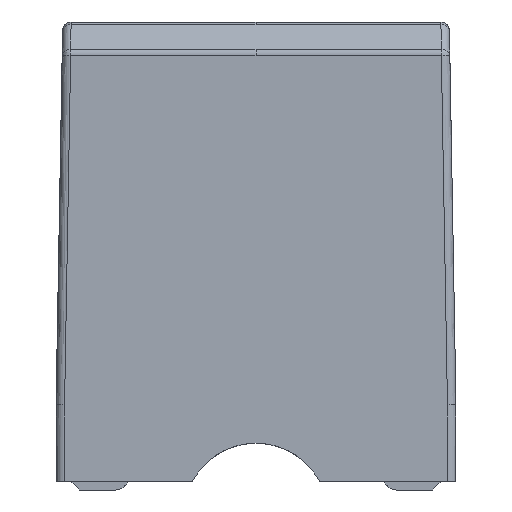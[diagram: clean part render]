
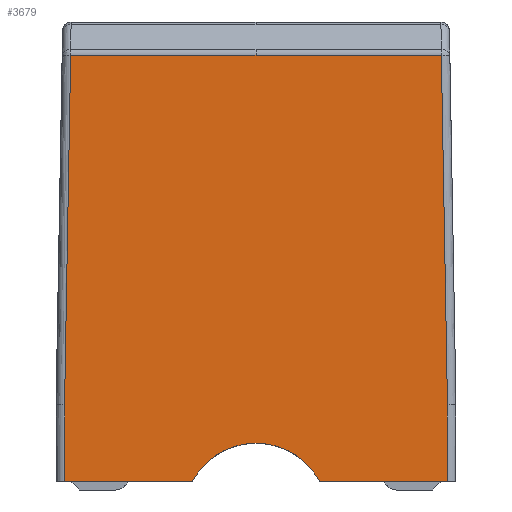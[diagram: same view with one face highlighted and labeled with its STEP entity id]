
A CAD part, front view. The second image highlights one B-rep face of the part: STEP entity #3679.
In plain terms, the highlighted free-form (B-spline) face has degree [1, 1] with [2, 2] control points.
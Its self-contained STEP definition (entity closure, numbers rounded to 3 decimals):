
#474 = EDGE_CURVE('',#475,#477,#479,.T.);
#475 = VERTEX_POINT('',#476);
#476 = CARTESIAN_POINT('',(5.188,-14.295,4.842
    ));
#477 = VERTEX_POINT('',#478);
#478 = CARTESIAN_POINT('',(5.188,-14.295,2.767
    ));
#479 = B_SPLINE_CURVE_WITH_KNOTS('',1,(#480,#481),.UNSPECIFIED.,.F.,.F.,
  (2,2),(0.,1.8),.PIECEWISE_BEZIER_KNOTS.);
#480 = CARTESIAN_POINT('',(5.188,-14.295,4.842
    ));
#481 = CARTESIAN_POINT('',(5.188,-14.295,2.767
    ));
#1323 = EDGE_CURVE('',#1324,#475,#1326,.T.);
#1324 = VERTEX_POINT('',#1325);
#1325 = CARTESIAN_POINT('',(5.022,-14.295,
    14.315));
#1326 = B_SPLINE_CURVE_WITH_KNOTS('',1,(#1327,#1328),.UNSPECIFIED.,.F.,
  .F.,(2,2),(0.,8.218),.PIECEWISE_BEZIER_KNOTS.);
#1327 = CARTESIAN_POINT('',(5.022,-14.295,
    14.315));
#1328 = CARTESIAN_POINT('',(5.188,-14.295,
    4.842));
#1583 = EDGE_CURVE('',#477,#1584,#1586,.T.);
#1584 = VERTEX_POINT('',#1585);
#1585 = CARTESIAN_POINT('',(1.729,-14.295,2.767
    ));
#1586 = B_SPLINE_CURVE_WITH_KNOTS('',1,(#1587,#1588),.UNSPECIFIED.,.F.,
  .F.,(2,2),(-3.,0.),.PIECEWISE_BEZIER_KNOTS.);
#1587 = CARTESIAN_POINT('',(5.188,-14.295,
    2.767));
#1588 = CARTESIAN_POINT('',(1.729,-14.295,2.767
    ));
#1634 = VERTEX_POINT('',#1635);
#1635 = CARTESIAN_POINT('',(0.,-14.295,14.315));
#1641 = EDGE_CURVE('',#1634,#1324,#1642,.T.);
#1642 = B_SPLINE_CURVE_WITH_KNOTS('',1,(#1643,#1644),.UNSPECIFIED.,.F.,
  .F.,(2,2),(-4.357,0.),.PIECEWISE_BEZIER_KNOTS.);
#1643 = CARTESIAN_POINT('',(0.,-14.295,14.315));
#1644 = CARTESIAN_POINT('',(5.022,-14.295,
    14.315));
#1683 = EDGE_CURVE('',#1584,#1684,#1686,.T.);
#1684 = VERTEX_POINT('',#1685);
#1685 = CARTESIAN_POINT('',(0.,-14.295,3.804));
#1686 = ( BOUNDED_CURVE() B_SPLINE_CURVE(2,(#1687,#1688,#1689),
.UNSPECIFIED.,.F.,.F.) B_SPLINE_CURVE_WITH_KNOTS((3,3),(0.,1.837
),.PIECEWISE_BEZIER_KNOTS.) CURVE() GEOMETRIC_REPRESENTATION_ITEM() 
RATIONAL_B_SPLINE_CURVE((1.,0.857,1.)) REPRESENTATION_ITEM('') 
  );
#1687 = CARTESIAN_POINT('',(1.729,-14.295,2.767
    ));
#1688 = CARTESIAN_POINT('',(1.176,-14.295,
    3.804));
#1689 = CARTESIAN_POINT('',(0.,-14.295,
    3.804));
#2272 = VERTEX_POINT('',#2273);
#2273 = CARTESIAN_POINT('',(-5.188,-14.295,
    4.842));
#2296 = VERTEX_POINT('',#2297);
#2297 = CARTESIAN_POINT('',(-5.188,-14.295,
    2.767));
#2303 = EDGE_CURVE('',#2272,#2296,#2304,.T.);
#2304 = B_SPLINE_CURVE_WITH_KNOTS('',1,(#2305,#2306),.UNSPECIFIED.,.F.,
  .F.,(2,2),(0.,1.8),.PIECEWISE_BEZIER_KNOTS.);
#2305 = CARTESIAN_POINT('',(-5.188,-14.295,
    4.842));
#2306 = CARTESIAN_POINT('',(-5.188,-14.295,
    2.767));
#3074 = VERTEX_POINT('',#3075);
#3075 = CARTESIAN_POINT('',(-5.022,-14.295,
    14.315));
#3087 = EDGE_CURVE('',#3074,#2272,#3088,.T.);
#3088 = B_SPLINE_CURVE_WITH_KNOTS('',1,(#3089,#3090),.UNSPECIFIED.,.F.,
  .F.,(2,2),(0.,8.218),.PIECEWISE_BEZIER_KNOTS.);
#3089 = CARTESIAN_POINT('',(-5.022,-14.295,
    14.315));
#3090 = CARTESIAN_POINT('',(-5.188,-14.295,
    4.842));
#3339 = VERTEX_POINT('',#3340);
#3340 = CARTESIAN_POINT('',(-1.729,-14.295,
    2.767));
#3345 = EDGE_CURVE('',#2296,#3339,#3346,.T.);
#3346 = B_SPLINE_CURVE_WITH_KNOTS('',1,(#3347,#3348),.UNSPECIFIED.,.F.,
  .F.,(2,2),(-3.,0.),.PIECEWISE_BEZIER_KNOTS.);
#3347 = CARTESIAN_POINT('',(-5.188,-14.295,
    2.767));
#3348 = CARTESIAN_POINT('',(-1.729,-14.295,
    2.767));
#3387 = EDGE_CURVE('',#1634,#3074,#3388,.T.);
#3388 = B_SPLINE_CURVE_WITH_KNOTS('',1,(#3389,#3390),.UNSPECIFIED.,.F.,
  .F.,(2,2),(-4.357,0.),.PIECEWISE_BEZIER_KNOTS.);
#3389 = CARTESIAN_POINT('',(0.,-14.295,14.315));
#3390 = CARTESIAN_POINT('',(-5.022,-14.295,
    14.315));
#3416 = EDGE_CURVE('',#3339,#1684,#3417,.T.);
#3417 = ( BOUNDED_CURVE() B_SPLINE_CURVE(2,(#3418,#3419,#3420),
.UNSPECIFIED.,.F.,.F.) B_SPLINE_CURVE_WITH_KNOTS((3,3),(0.,1.837
),.PIECEWISE_BEZIER_KNOTS.) CURVE() GEOMETRIC_REPRESENTATION_ITEM() 
RATIONAL_B_SPLINE_CURVE((1.,0.857,1.)) REPRESENTATION_ITEM('') 
  );
#3418 = CARTESIAN_POINT('',(-1.729,-14.295,
    2.767));
#3419 = CARTESIAN_POINT('',(-1.176,-14.295,
    3.804));
#3420 = CARTESIAN_POINT('',(0.,-14.295,
    3.804));
#3679 = ADVANCED_FACE('',(#3680),#3692,.T.);
#3680 = FACE_BOUND('',#3681,.T.);
#3681 = EDGE_LOOP('',(#3682,#3683,#3684,#3685,#3686,#3687,#3688,#3689,
    #3690,#3691));
#3682 = ORIENTED_EDGE('',*,*,#3387,.T.);
#3683 = ORIENTED_EDGE('',*,*,#3087,.T.);
#3684 = ORIENTED_EDGE('',*,*,#2303,.T.);
#3685 = ORIENTED_EDGE('',*,*,#3345,.T.);
#3686 = ORIENTED_EDGE('',*,*,#3416,.T.);
#3687 = ORIENTED_EDGE('',*,*,#1683,.F.);
#3688 = ORIENTED_EDGE('',*,*,#1583,.F.);
#3689 = ORIENTED_EDGE('',*,*,#474,.F.);
#3690 = ORIENTED_EDGE('',*,*,#1323,.F.);
#3691 = ORIENTED_EDGE('',*,*,#1641,.F.);
#3692 = B_SPLINE_SURFACE_WITH_KNOTS('',1,1,(
    (#3693,#3694)
    ,(#3695,#3696
    )),.UNSPECIFIED.,.F.,.F.,.F.,(2,2),(2,2),(1.014,
    11.031),(0.912,9.912),.PIECEWISE_BEZIER_KNOTS.);
#3693 = CARTESIAN_POINT('',(-5.188,-14.295,
    14.315));
#3694 = CARTESIAN_POINT('',(5.188,-14.295,
    14.315));
#3695 = CARTESIAN_POINT('',(-5.188,-14.295,
    2.767));
#3696 = CARTESIAN_POINT('',(5.188,-14.295,
    2.767));
